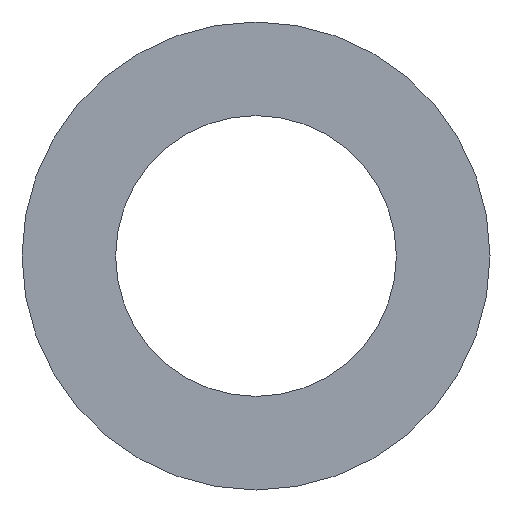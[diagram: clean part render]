
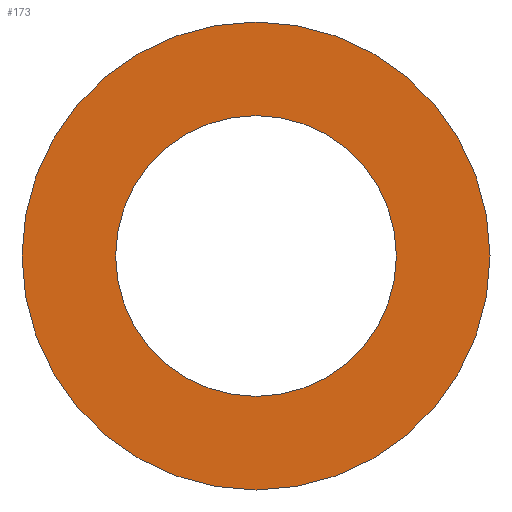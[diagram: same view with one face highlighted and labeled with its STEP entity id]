
A CAD part, front view. The second image highlights one B-rep face of the part: STEP entity #173.
In plain terms, the highlighted planar face has unit normal (0, -1, 0).
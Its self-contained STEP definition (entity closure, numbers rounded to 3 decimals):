
#8 = EDGE_CURVE ( 'NONE', #161, #170, #174, .T. ) ;
#9 = CARTESIAN_POINT ( 'NONE',  ( 0., 0., 1.8 ) ) ;
#11 = DIRECTION ( 'NONE',  ( 0., 0., 1. ) ) ;
#13 = FACE_BOUND ( 'NONE', #21, .T. ) ;
#15 = CARTESIAN_POINT ( 'NONE',  ( 0., 0., 0. ) ) ;
#21 = EDGE_LOOP ( 'NONE', ( #66, #29 ) ) ;
#25 = CIRCLE ( 'NONE', #157, 1.8 ) ;
#29 = ORIENTED_EDGE ( 'NONE', *, *, #8, .T. ) ;
#33 = CARTESIAN_POINT ( 'NONE',  ( 0., 0., 0. ) ) ;
#34 = EDGE_CURVE ( 'NONE', #72, #186, #59, .T. ) ;
#36 = CARTESIAN_POINT ( 'NONE',  ( 0., 0., 3. ) ) ;
#59 = CIRCLE ( 'NONE', #117, 3. ) ;
#66 = ORIENTED_EDGE ( 'NONE', *, *, #107, .T. ) ;
#67 = EDGE_LOOP ( 'NONE', ( #79, #134 ) ) ;
#69 = PLANE ( 'NONE',  #182 ) ;
#72 = VERTEX_POINT ( 'NONE', #168 ) ;
#79 = ORIENTED_EDGE ( 'NONE', *, *, #34, .F. ) ;
#81 = CARTESIAN_POINT ( 'NONE',  ( 0., 0., -1.8 ) ) ;
#82 = AXIS2_PLACEMENT_3D ( 'NONE', #138, #104, #169 ) ;
#87 = DIRECTION ( 'NONE',  ( 0., 1., 0. ) ) ;
#88 = CIRCLE ( 'NONE', #128, 3. ) ;
#93 = DIRECTION ( 'NONE',  ( 0., 1., 0. ) ) ;
#98 = DIRECTION ( 'NONE',  ( 0., 1., 0. ) ) ;
#100 = DIRECTION ( 'NONE',  ( 0., 1., 0. ) ) ;
#104 = DIRECTION ( 'NONE',  ( 0., 1., 0. ) ) ;
#107 = EDGE_CURVE ( 'NONE', #170, #161, #25, .T. ) ;
#110 = CARTESIAN_POINT ( 'NONE',  ( 0., 0., 0. ) ) ;
#117 = AXIS2_PLACEMENT_3D ( 'NONE', #15, #87, #124 ) ;
#124 = DIRECTION ( 'NONE',  ( 0., 0., 1. ) ) ;
#128 = AXIS2_PLACEMENT_3D ( 'NONE', #33, #98, #11 ) ;
#131 = DIRECTION ( 'NONE',  ( 0., 0., 1. ) ) ;
#134 = ORIENTED_EDGE ( 'NONE', *, *, #143, .F. ) ;
#138 = CARTESIAN_POINT ( 'NONE',  ( 0., 0., 0. ) ) ;
#143 = EDGE_CURVE ( 'NONE', #186, #72, #88, .T. ) ;
#157 = AXIS2_PLACEMENT_3D ( 'NONE', #110, #93, #131 ) ;
#161 = VERTEX_POINT ( 'NONE', #9 ) ;
#163 = DIRECTION ( 'NONE',  ( 0., 0., 1. ) ) ;
#168 = CARTESIAN_POINT ( 'NONE',  ( 0., 0., -3. ) ) ;
#169 = DIRECTION ( 'NONE',  ( 0., 0., 1. ) ) ;
#170 = VERTEX_POINT ( 'NONE', #81 ) ;
#173 = ADVANCED_FACE ( 'NONE', ( #210, #13 ), #69, .F. ) ;
#174 = CIRCLE ( 'NONE', #82, 1.8 ) ;
#182 = AXIS2_PLACEMENT_3D ( 'NONE', #185, #100, #163 ) ;
#185 = CARTESIAN_POINT ( 'NONE',  ( 0., 0., 0. ) ) ;
#186 = VERTEX_POINT ( 'NONE', #36 ) ;
#210 = FACE_OUTER_BOUND ( 'NONE', #67, .T. ) ;
